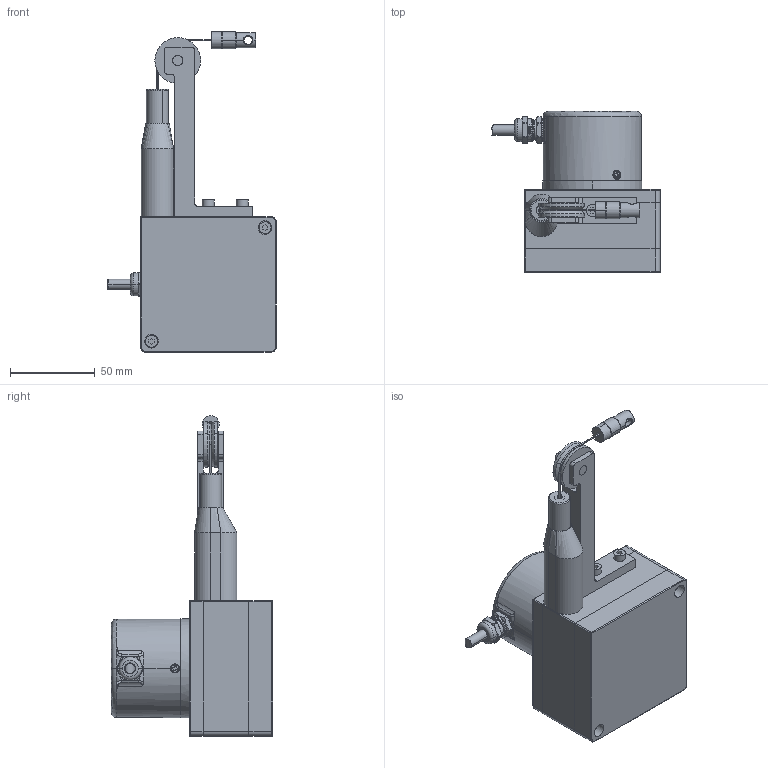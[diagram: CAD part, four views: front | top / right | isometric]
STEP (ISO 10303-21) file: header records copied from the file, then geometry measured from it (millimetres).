
FILE_DESCRIPTION(('CATIA V5 STEP Exchange'),'2;1');
FILE_NAME('FLTF81D-ASM-ESK58.stp','2026-02-04T08:14:26+00:00',('none'),('none'),'CATIA Version 5 Release 21 GA (IN-10)','CATIA V5 STEP AP203','none');
FILE_SCHEMA(('CONFIG_CONTROL_DESIGN'));
Length unit declared in the file: millimetre
Products named in the file (4): FLTF81D_ASM; FLTF81D_COMPONENTS; FLTF81D_BOLTS; LTF63_DXZ
Assembly tree (22 placements, depth 3):
  FLTF81D_ASM
    FLTF81D_COMPONENTS
      #66
    FLTF81D_BOLTS
      #16361  x6
    #16880
    #17324
    #18081
    #18838
    LTF63_DXZ
      #19252
      #19588
    #20103
    #21191
    #21295
    #21730
    #23134
    #23422
Bounding box: 99.2 x 95 x 189 mm (x, y, z)
Volume: 361261.4 mm3; surface area: 94253.5 mm2
Topology: 18 solids, 31 shells, 745 faces, 1885 edges, 1212 vertices
Faces by surface type: cylinder 255, plane 193, bspline 180, cone 61, torus 54, sphere 2
Entity records: 23251 total; most frequent: CARTESIAN_POINT 9194, ORIENTED_EDGE 3218, DIRECTION 1989, EDGE_CURVE 1709, VERTEX_POINT 1102, AXIS2_PLACEMENT_3D 1025, EDGE_LOOP 747, ADVANCED_FACE 665
